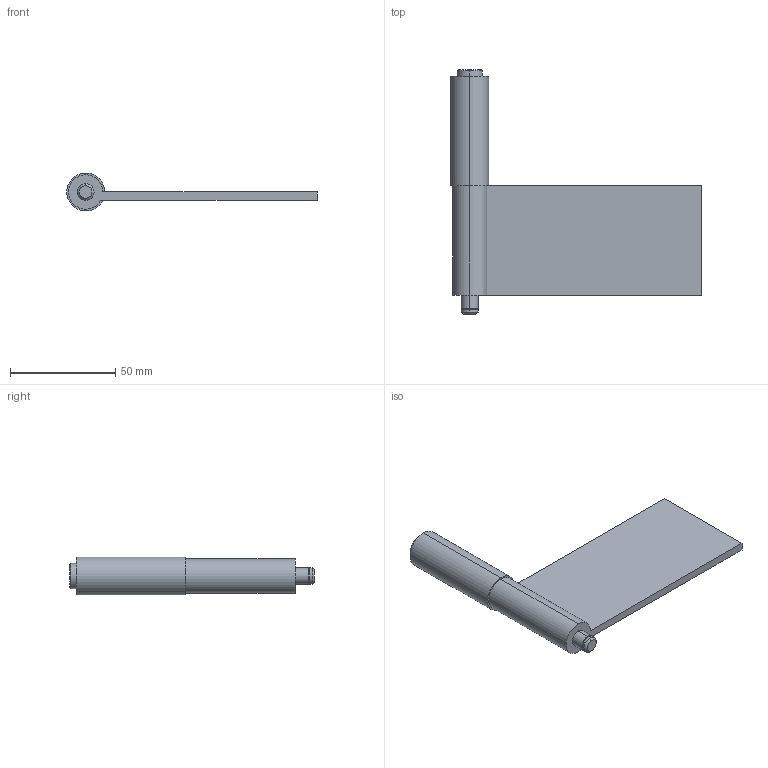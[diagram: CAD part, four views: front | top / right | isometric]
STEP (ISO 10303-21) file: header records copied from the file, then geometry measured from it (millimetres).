
FILE_DESCRIPTION (( 'STEP AP203' ), '1' );
FILE_NAME ('B-1543-A-2.STEP', '2008-12-09T01:31:10', ( ' ' ), ( ' ' ), 'SwSTEP 2.0', 'SolidWorks 2007', '' );
FILE_SCHEMA (( 'CONFIG_CONTROL_DESIGN' ));
Length unit declared in the file: millimetre
Products named in the file (4): B-1543-A-2僔儍僼僩__B-99-6; B-1543-A-2僸儞僕A_棉太倌; B-1543-A-2; B-1543-A-2僸儞僕B_棉太倌
Assembly tree (3 placements, depth 2):
  B-1543-A-2
    B-1543-A-2僔儍僼僩__B-99-6
    B-1543-A-2僸儞僕B_棉太倌
    B-1543-A-2僸儞僕A_棉太倌
Bounding box: 119 x 116 x 18 mm (x, y, z)
Volume: 46103.6 mm3; surface area: 23569.5 mm2
Topology: 3 solids, 3 shells, 33 faces, 68 edges, 44 vertices
Faces by surface type: cylinder 17, plane 12, cone 4
Entity records: 1310 total; most frequent: DIRECTION 184, CARTESIAN_POINT 151, ORIENTED_EDGE 136, AXIS2_PLACEMENT_3D 77, EDGE_CURVE 68, VERTEX_POINT 44, EDGE_LOOP 40, CIRCLE 38
